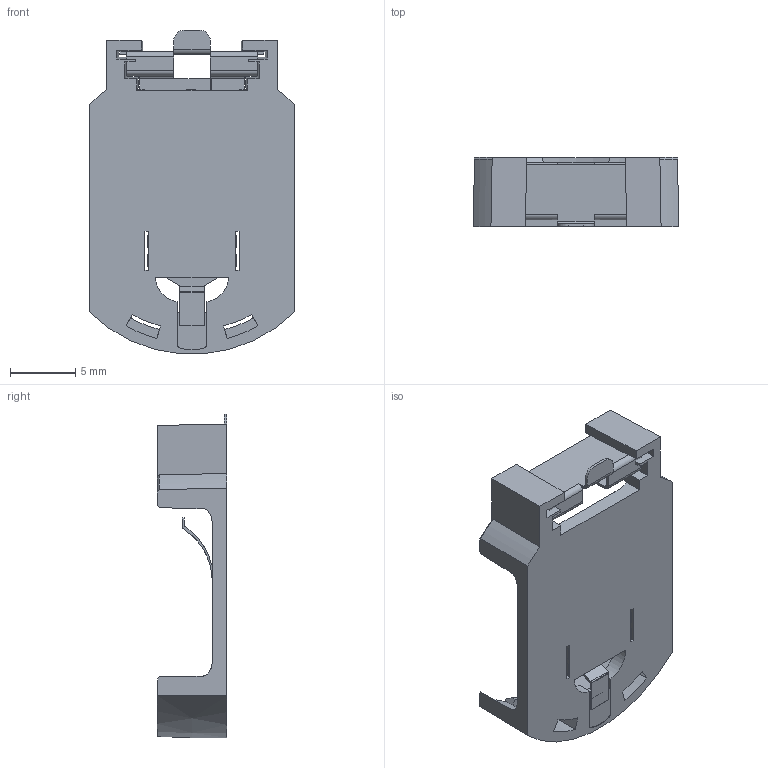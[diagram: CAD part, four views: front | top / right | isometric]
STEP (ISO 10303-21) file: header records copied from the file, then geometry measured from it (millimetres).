
FILE_DESCRIPTION((''),'2;1');
FILE_NAME('S842_ASM','2022-01-05T10:10:53',('RAlexander'),(''),'CREO PARAMETRIC BY PTC INC, 2020154','CREO PARAMETRIC BY PTC INC, 2020154','');
FILE_SCHEMA(('CONFIG_CONTROL_DESIGN','SHAPE_APPEARANCE_LAYERS_GROUPS'));
Length unit declared in the file: millimetre
Products named in the file (4): S842_HOLDER; S842-REAR-CONTACT; HDS842-CONTACT; S842_ASM
Assembly tree (3 placements, depth 2):
  S842_ASM
    S842_HOLDER
    S842-REAR-CONTACT
    HDS842-CONTACT
Bounding box: 15.7 x 5.3 x 24.71 mm (x, y, z)
Volume: 484.3 mm3; surface area: 1408.3 mm2
Topology: 3 solids, 3 shells, 244 faces, 686 edges, 444 vertices
Faces by surface type: plane 168, cylinder 54, cone 11, torus 5, bspline 4, extrusion 2
Entity records: 10262 total; most frequent: CARTESIAN_POINT 1751, ORIENTED_EDGE 1372, DIRECTION 1257, PRESENTATION_STYLE_ASSIGNMENT 689, STYLED_ITEM 689, CURVE_STYLE 686, EDGE_CURVE 686, VECTOR 497
